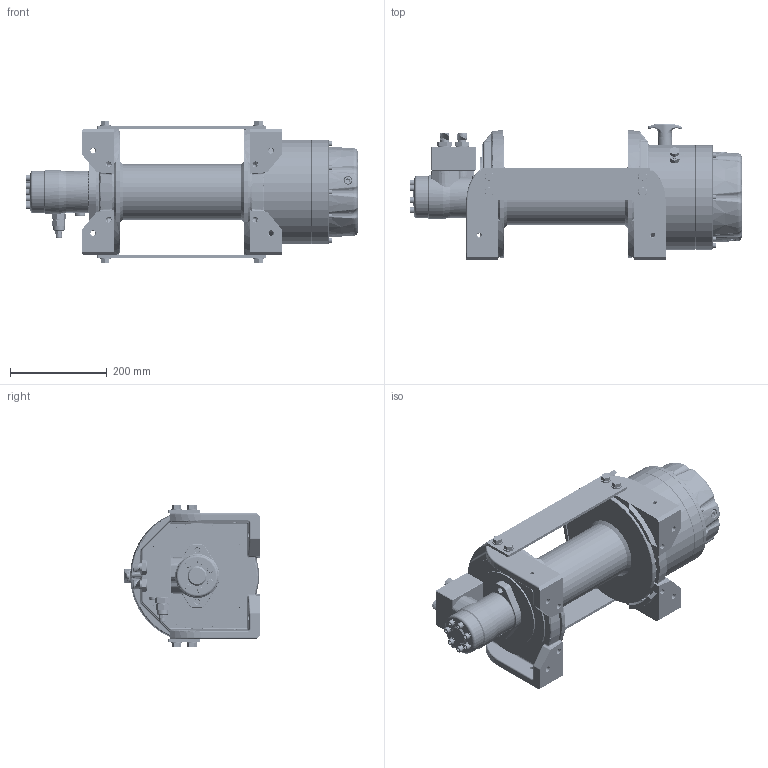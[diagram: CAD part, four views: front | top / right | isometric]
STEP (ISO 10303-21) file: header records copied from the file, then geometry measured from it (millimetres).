
FILE_DESCRIPTION(/* description */ (''),/* implementation_level */ '2;1');
FILE_NAME(/* name */ '642-973_ComeUp_HV-12-m.stp',/* time_stamp */ '2018-01-09T15:48:08+01:00',/* author */ ('lang1ph'),/* organization */ (''),/* preprocessor_version */ 'ST-DEVELOPER v17',/* originating_system */ 'Autodesk Inventor 2018',/* authorisation */ '');
FILE_SCHEMA (('AUTOMOTIVE_DESIGN { 1 0 10303 214 3 1 1 }'));
Products named in the file (1): 642-973_ComeUp_HV-12-m
Bounding box: 687.2 x 281.5 x 294 mm (x, y, z)
Volume: 9981178.2 mm3; surface area: 1493719 mm2
Topology: 6 solids, 6 shells, 5110 faces, 13638 edges, 8593 vertices
Faces by surface type: cylinder 1691, plane 1011, cone 872, bspline 821, torus 487, sphere 228
Full cylindrical faces by diameter (mm): 4.2 x2, 5 x2, 6 x111, 6.5 x16, 6.65 x40, 6.8 x9, 7 x16, 8 x48, 8.5 x13, 9 x4, 9.2 x1, 10 x10, 10.106 x108, 10.2 x75, 11.35 x4, 12 x78, 12.5 x8, 12.8 x8, 13 x1, 13.6 x4, 15 x7, 15.291 x2, 15.4 x7, 17 x1, 18 x6, 18.4 x22, 19.294 x7, 20 x1, 20.2 x1, 20.8 x1
Entity records: 272577 total; most frequent: CARTESIAN_POINT 151972, ORIENTED_EDGE 27084, DIRECTION 23860, EDGE_CURVE 13542, AXIS2_PLACEMENT_3D 10018, VERTEX_POINT 8593, CIRCLE 5415, EDGE_LOOP 5397
